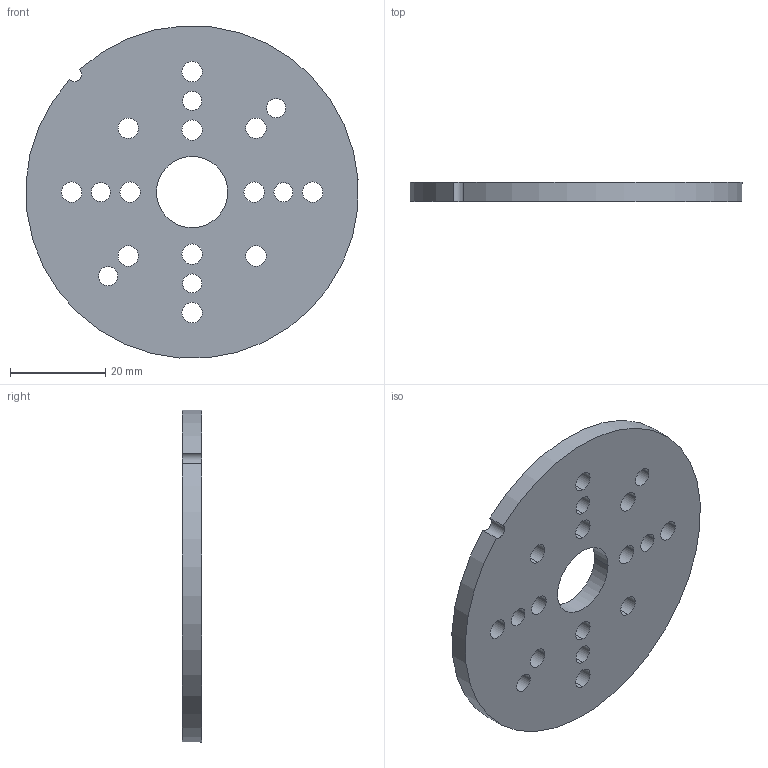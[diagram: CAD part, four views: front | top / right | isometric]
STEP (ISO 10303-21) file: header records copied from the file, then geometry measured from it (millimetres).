
FILE_DESCRIPTION((''),'2;1');
FILE_NAME('MG0010A0','2025-05-07T17:44:54',('sduddu'),(''),'CREO PARAMETRIC BY PTC INC, 2023014','CREO PARAMETRIC BY PTC INC, 2023014','');
FILE_SCHEMA(('AUTOMOTIVE_DESIGN { 1 0 10303 214 1 1 1 1 }'));
Length unit declared in the file: millimetre
Products named in the file (1): MG0010A0
Bounding box: 69.85 x 4 x 69.85 mm (x, y, z)
Volume: 13674.3 mm3; surface area: 8861.9 mm2
Topology: 1 solids, 1 shells, 42 faces, 120 edges, 80 vertices
Faces by surface type: cylinder 40, plane 2
Entity records: 2260 total; most frequent: DIRECTION 343, CARTESIAN_POINT 286, ORIENTED_EDGE 240, PRESENTATION_STYLE_ASSIGNMENT 142, STYLED_ITEM 142, CURVE_STYLE 141, AXIS2_PLACEMENT_3D 140, EDGE_CURVE 120
